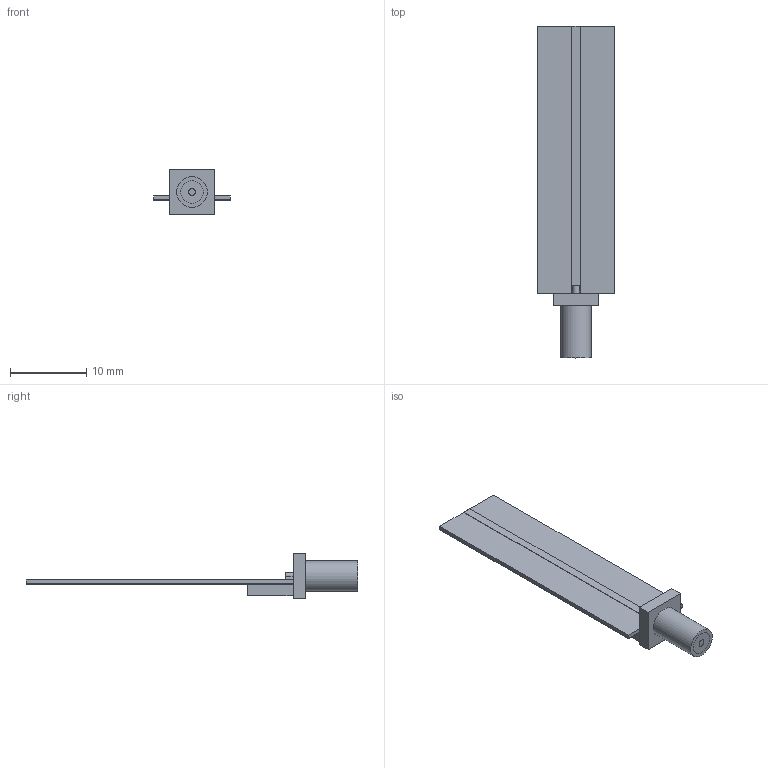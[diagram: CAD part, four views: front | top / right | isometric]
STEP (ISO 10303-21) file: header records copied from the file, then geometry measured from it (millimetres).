
FILE_DESCRIPTION(('FreeCAD Model'),'2;1');
FILE_NAME('Open CASCADE Shape Model','2025-10-28T19:59:57',(''),(''), 'Open CASCADE STEP processor 7.8','FreeCAD','Unknown');
FILE_SCHEMA(('AUTOMOTIVE_DESIGN { 1 0 10303 214 1 1 1 1 }'));
Length unit declared in the file: millimetre
Products named in the file (7): Connector_United; Microstrip; RO4350B; Gnd; Teflon_HasHole3; Connector3; Pin_Solder
Assembly tree (6 placements, depth 2):
  Connector_United
    Microstrip
    RO4350B
    Gnd
    Teflon_HasHole3
    Connector3
    Pin_Solder
Bounding box: 10 x 43.5 x 6 mm (x, y, z)
Volume: 370 mm3; surface area: 2012.1 mm2
Topology: 6 solids, 6 shells, 56 faces, 116 edges, 73 vertices
Faces by surface type: plane 50, cylinder 6
Full cylindrical faces by diameter (mm): 0.9 x2, 3 x3, 4 x1
Entity records: 3150 total; most frequent: CARTESIAN_POINT 510, DIRECTION 486, LINE 306, VECTOR 306, ORIENTED_EDGE 232, PCURVE 232, DEFINITIONAL_REPRESENTATION 232, EDGE_CURVE 116
